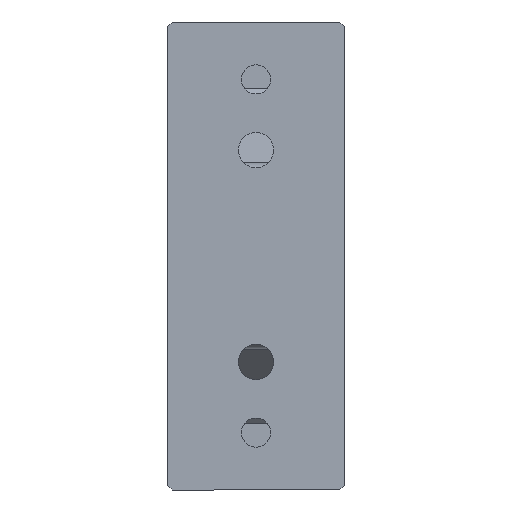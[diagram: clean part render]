
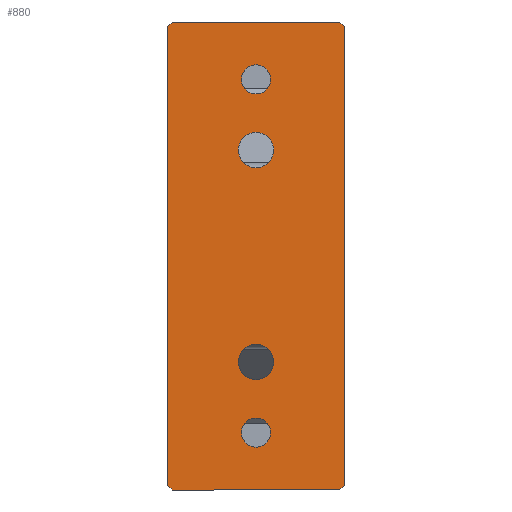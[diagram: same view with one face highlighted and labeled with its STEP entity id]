
A CAD part, front view. The second image highlights one B-rep face of the part: STEP entity #880.
In plain terms, the highlighted planar face has unit normal (0, -1, 0).
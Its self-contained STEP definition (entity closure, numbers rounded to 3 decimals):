
#1 = CARTESIAN_POINT ( 'NONE',  ( 88.3, -40., 12. ) ) ;
#140 = AXIS2_PLACEMENT_3D ( 'NONE', #451, #2441, #4035 ) ;
#206 = FACE_OUTER_BOUND ( 'NONE', #222, .T. ) ;
#210 = DIRECTION ( 'NONE',  ( -1., 0., 0. ) ) ;
#222 = EDGE_LOOP ( 'NONE', ( #4586, #4293, #2898, #1131, #4393, #4365, #3173, #4670 ) ) ;
#283 = CARTESIAN_POINT ( 'NONE',  ( 78.3, -40., -26.5 ) ) ;
#297 = VERTEX_POINT ( 'NONE', #1447 ) ;
#330 = CARTESIAN_POINT ( 'NONE',  ( 78.3, -40., 26.5 ) ) ;
#372 = EDGE_CURVE ( 'NONE', #839, #2058, #693, .T. ) ;
#394 = AXIS2_PLACEMENT_3D ( 'NONE', #2348, #794, #2769 ) ;
#451 = CARTESIAN_POINT ( 'NONE',  ( 88.3, -40., 20. ) ) ;
#535 = ORIENTED_EDGE ( 'NONE', *, *, #4655, .F. ) ;
#566 = VERTEX_POINT ( 'NONE', #3539 ) ;
#594 = FACE_BOUND ( 'NONE', #977, .T. ) ;
#646 = FACE_BOUND ( 'NONE', #1056, .T. ) ;
#674 = LINE ( 'NONE', #283, #1068 ) ;
#693 = LINE ( 'NONE', #330, #2554 ) ;
#749 = DIRECTION ( 'NONE',  ( 0., -1., 0. ) ) ;
#789 = CARTESIAN_POINT ( 'NONE',  ( 98.3, -40., -26.5 ) ) ;
#794 = DIRECTION ( 'NONE',  ( 0., -1., 0. ) ) ;
#828 = DIRECTION ( 'NONE',  ( 0., -1., 0. ) ) ;
#839 = VERTEX_POINT ( 'NONE', #4762 ) ;
#844 = VERTEX_POINT ( 'NONE', #1603 ) ;
#880 = ADVANCED_FACE ( 'NONE', ( #960, #594, #3030, #646, #206 ), #2620, .T. ) ;
#884 = DIRECTION ( 'NONE',  ( -1., 0., 0. ) ) ;
#960 = FACE_BOUND ( 'NONE', #4037, .T. ) ;
#977 = EDGE_LOOP ( 'NONE', ( #2351, #4724 ) ) ;
#999 = DIRECTION ( 'NONE',  ( 0.707, 0., -0.707 ) ) ;
#1018 = EDGE_CURVE ( 'NONE', #2612, #3369, #674, .T. ) ;
#1035 = DIRECTION ( 'NONE',  ( 0., -1., 0. ) ) ;
#1037 = AXIS2_PLACEMENT_3D ( 'NONE', #1, #828, #884 ) ;
#1056 = EDGE_LOOP ( 'NONE', ( #4013, #1204 ) ) ;
#1062 = EDGE_CURVE ( 'NONE', #1081, #297, #1482, .T. ) ;
#1068 = VECTOR ( 'NONE', #4322, 1000. ) ;
#1081 = VERTEX_POINT ( 'NONE', #3155 ) ;
#1115 = CARTESIAN_POINT ( 'NONE',  ( 88.3, -40., -20. ) ) ;
#1120 = CARTESIAN_POINT ( 'NONE',  ( 88.3, -40., -20. ) ) ;
#1123 = CARTESIAN_POINT ( 'NONE',  ( 52.05, -40., -0.25 ) ) ;
#1131 = ORIENTED_EDGE ( 'NONE', *, *, #5099, .T. ) ;
#1171 = CARTESIAN_POINT ( 'NONE',  ( 78.3, -40., 26. ) ) ;
#1190 = CARTESIAN_POINT ( 'NONE',  ( 88.3, -40., -12. ) ) ;
#1197 = VERTEX_POINT ( 'NONE', #4826 ) ;
#1204 = ORIENTED_EDGE ( 'NONE', *, *, #2114, .F. ) ;
#1213 = DIRECTION ( 'NONE',  ( -1., 0., 0. ) ) ;
#1337 = DIRECTION ( 'NONE',  ( 0., -1., 0. ) ) ;
#1432 = LINE ( 'NONE', #1123, #2602 ) ;
#1447 = CARTESIAN_POINT ( 'NONE',  ( 86.65, -40., -20. ) ) ;
#1470 = CIRCLE ( 'NONE', #1718, 1.65 ) ;
#1482 = CIRCLE ( 'NONE', #2139, 1.65 ) ;
#1528 = VERTEX_POINT ( 'NONE', #4218 ) ;
#1603 = CARTESIAN_POINT ( 'NONE',  ( 86.3, -40., -12. ) ) ;
#1620 = CARTESIAN_POINT ( 'NONE',  ( 88.05, -40., -36.25 ) ) ;
#1623 = CARTESIAN_POINT ( 'NONE',  ( 78.3, -40., -26.5 ) ) ;
#1676 = ORIENTED_EDGE ( 'NONE', *, *, #2654, .F. ) ;
#1681 = LINE ( 'NONE', #3270, #3716 ) ;
#1708 = AXIS2_PLACEMENT_3D ( 'NONE', #1746, #4156, #210 ) ;
#1718 = AXIS2_PLACEMENT_3D ( 'NONE', #3808, #1337, #4572 ) ;
#1740 = DIRECTION ( 'NONE',  ( -1., 0., 0. ) ) ;
#1746 = CARTESIAN_POINT ( 'NONE',  ( 88.3, -40., -12. ) ) ;
#1789 = CARTESIAN_POINT ( 'NONE',  ( 78.3, -40., -26.5 ) ) ;
#1805 = CIRCLE ( 'NONE', #394, 2. ) ;
#1939 = DIRECTION ( 'NONE',  ( -1., 0., 0. ) ) ;
#1957 = EDGE_CURVE ( 'NONE', #839, #2612, #1432, .T. ) ;
#2058 = VERTEX_POINT ( 'NONE', #3461 ) ;
#2114 = EDGE_CURVE ( 'NONE', #1197, #844, #2165, .T. ) ;
#2139 = AXIS2_PLACEMENT_3D ( 'NONE', #1115, #749, #1939 ) ;
#2141 = VERTEX_POINT ( 'NONE', #3604 ) ;
#2165 = CIRCLE ( 'NONE', #3341, 2. ) ;
#2216 = VERTEX_POINT ( 'NONE', #2909 ) ;
#2296 = DIRECTION ( 'NONE',  ( 1., 0., 0. ) ) ;
#2348 = CARTESIAN_POINT ( 'NONE',  ( 88.3, -40., 12. ) ) ;
#2351 = ORIENTED_EDGE ( 'NONE', *, *, #2945, .F. ) ;
#2370 = CIRCLE ( 'NONE', #140, 1.65 ) ;
#2441 = DIRECTION ( 'NONE',  ( 0., -1., 0. ) ) ;
#2547 = VECTOR ( 'NONE', #4373, 1000. ) ;
#2554 = VECTOR ( 'NONE', #2296, 1000. ) ;
#2602 = VECTOR ( 'NONE', #4567, 1000. ) ;
#2612 = VERTEX_POINT ( 'NONE', #1171 ) ;
#2620 = PLANE ( 'NONE',  #4433 ) ;
#2654 = EDGE_CURVE ( 'NONE', #566, #3357, #4432, .T. ) ;
#2769 = DIRECTION ( 'NONE',  ( -1., 0., 0. ) ) ;
#2839 = ORIENTED_EDGE ( 'NONE', *, *, #4601, .F. ) ;
#2843 = VERTEX_POINT ( 'NONE', #3408 ) ;
#2873 = EDGE_CURVE ( 'NONE', #844, #1197, #4853, .T. ) ;
#2897 = VECTOR ( 'NONE', #3108, 1000. ) ;
#2898 = ORIENTED_EDGE ( 'NONE', *, *, #3096, .T. ) ;
#2909 = CARTESIAN_POINT ( 'NONE',  ( 98.3, -40., 26. ) ) ;
#2945 = EDGE_CURVE ( 'NONE', #297, #1081, #4690, .T. ) ;
#2983 = VECTOR ( 'NONE', #999, 1000. ) ;
#3030 = FACE_BOUND ( 'NONE', #4346, .T. ) ;
#3096 = EDGE_CURVE ( 'NONE', #1528, #3905, #3557, .T. ) ;
#3108 = DIRECTION ( 'NONE',  ( 0., 0., -1. ) ) ;
#3155 = CARTESIAN_POINT ( 'NONE',  ( 89.95, -40., -20. ) ) ;
#3165 = EDGE_CURVE ( 'NONE', #2216, #2058, #1681, .T. ) ;
#3173 = ORIENTED_EDGE ( 'NONE', *, *, #372, .F. ) ;
#3200 = AXIS2_PLACEMENT_3D ( 'NONE', #1120, #1035, #3848 ) ;
#3204 = DIRECTION ( 'NONE',  ( 0.707, 0., 0.707 ) ) ;
#3270 = CARTESIAN_POINT ( 'NONE',  ( 114.55, -40., 9.75 ) ) ;
#3341 = AXIS2_PLACEMENT_3D ( 'NONE', #1190, #3540, #1213 ) ;
#3357 = VERTEX_POINT ( 'NONE', #4236 ) ;
#3369 = VERTEX_POINT ( 'NONE', #4614 ) ;
#3408 = CARTESIAN_POINT ( 'NONE',  ( 89.95, -40., 20. ) ) ;
#3461 = CARTESIAN_POINT ( 'NONE',  ( 97.8, -40., 26.5 ) ) ;
#3475 = EDGE_CURVE ( 'NONE', #3357, #566, #1805, .T. ) ;
#3539 = CARTESIAN_POINT ( 'NONE',  ( 86.3, -40., 12. ) ) ;
#3540 = DIRECTION ( 'NONE',  ( 0., -1., 0. ) ) ;
#3557 = LINE ( 'NONE', #1623, #2547 ) ;
#3594 = ORIENTED_EDGE ( 'NONE', *, *, #3475, .F. ) ;
#3604 = CARTESIAN_POINT ( 'NONE',  ( 98.3, -40., -26. ) ) ;
#3716 = VECTOR ( 'NONE', #4845, 1000. ) ;
#3808 = CARTESIAN_POINT ( 'NONE',  ( 88.3, -40., 20. ) ) ;
#3821 = DIRECTION ( 'NONE',  ( 0., -1., 0. ) ) ;
#3848 = DIRECTION ( 'NONE',  ( -1., 0., 0. ) ) ;
#3905 = VERTEX_POINT ( 'NONE', #4708 ) ;
#3962 = EDGE_CURVE ( 'NONE', #2216, #2141, #4256, .T. ) ;
#4013 = ORIENTED_EDGE ( 'NONE', *, *, #2873, .F. ) ;
#4035 = DIRECTION ( 'NONE',  ( -1., 0., 0. ) ) ;
#4037 = EDGE_LOOP ( 'NONE', ( #2839, #535 ) ) ;
#4141 = LINE ( 'NONE', #4548, #2983 ) ;
#4156 = DIRECTION ( 'NONE',  ( 0., -1., 0. ) ) ;
#4218 = CARTESIAN_POINT ( 'NONE',  ( 78.8, -40., -26.5 ) ) ;
#4220 = VERTEX_POINT ( 'NONE', #4884 ) ;
#4236 = CARTESIAN_POINT ( 'NONE',  ( 90.3, -40., 12. ) ) ;
#4256 = LINE ( 'NONE', #789, #2897 ) ;
#4293 = ORIENTED_EDGE ( 'NONE', *, *, #4750, .T. ) ;
#4322 = DIRECTION ( 'NONE',  ( 0., 0., -1. ) ) ;
#4346 = EDGE_LOOP ( 'NONE', ( #1676, #3594 ) ) ;
#4365 = ORIENTED_EDGE ( 'NONE', *, *, #3165, .T. ) ;
#4373 = DIRECTION ( 'NONE',  ( 1., 0., 0. ) ) ;
#4393 = ORIENTED_EDGE ( 'NONE', *, *, #3962, .F. ) ;
#4432 = CIRCLE ( 'NONE', #1037, 2. ) ;
#4433 = AXIS2_PLACEMENT_3D ( 'NONE', #1789, #3821, #1740 ) ;
#4548 = CARTESIAN_POINT ( 'NONE',  ( 78.55, -40., -26.25 ) ) ;
#4567 = DIRECTION ( 'NONE',  ( -0.707, 0., -0.707 ) ) ;
#4572 = DIRECTION ( 'NONE',  ( -1., 0., 0. ) ) ;
#4586 = ORIENTED_EDGE ( 'NONE', *, *, #1018, .T. ) ;
#4601 = EDGE_CURVE ( 'NONE', #4220, #2843, #2370, .T. ) ;
#4614 = CARTESIAN_POINT ( 'NONE',  ( 78.3, -40., -26. ) ) ;
#4655 = EDGE_CURVE ( 'NONE', #2843, #4220, #1470, .T. ) ;
#4670 = ORIENTED_EDGE ( 'NONE', *, *, #1957, .T. ) ;
#4690 = CIRCLE ( 'NONE', #3200, 1.65 ) ;
#4708 = CARTESIAN_POINT ( 'NONE',  ( 97.8, -40., -26.5 ) ) ;
#4724 = ORIENTED_EDGE ( 'NONE', *, *, #1062, .F. ) ;
#4750 = EDGE_CURVE ( 'NONE', #3369, #1528, #4141, .T. ) ;
#4762 = CARTESIAN_POINT ( 'NONE',  ( 78.8, -40., 26.5 ) ) ;
#4826 = CARTESIAN_POINT ( 'NONE',  ( 90.3, -40., -12. ) ) ;
#4845 = DIRECTION ( 'NONE',  ( -0.707, 0., 0.707 ) ) ;
#4853 = CIRCLE ( 'NONE', #1708, 2. ) ;
#4857 = LINE ( 'NONE', #1620, #5052 ) ;
#4884 = CARTESIAN_POINT ( 'NONE',  ( 86.65, -40., 20. ) ) ;
#5052 = VECTOR ( 'NONE', #3204, 1000. ) ;
#5099 = EDGE_CURVE ( 'NONE', #3905, #2141, #4857, .T. ) ;
